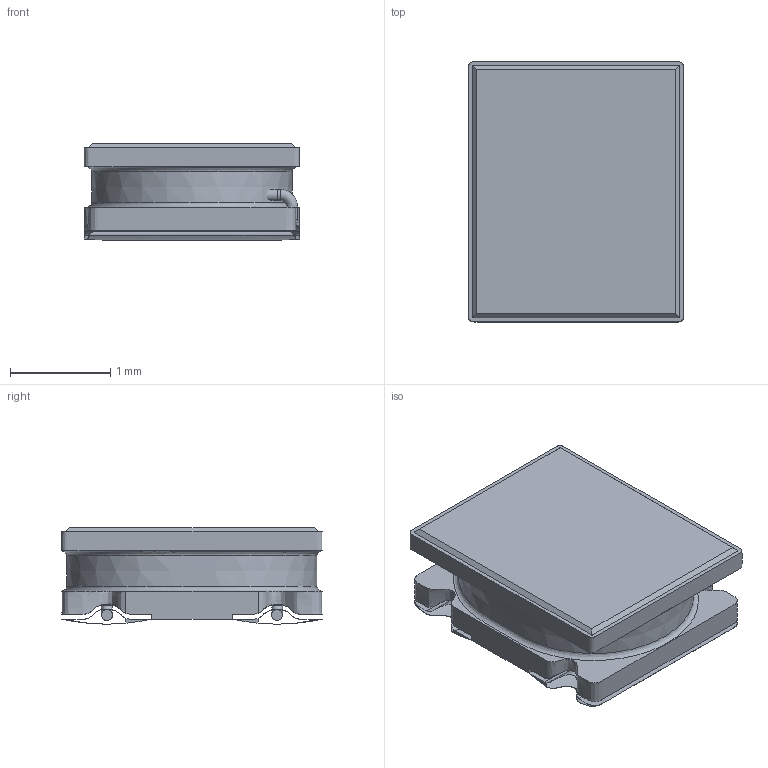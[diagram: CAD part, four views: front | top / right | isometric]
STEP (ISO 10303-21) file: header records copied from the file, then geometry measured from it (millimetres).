
FILE_DESCRIPTION(/* description */ (''),/* implementation_level */ '2;1');
FILE_NAME(/* name */ 'HPC252010BMV.stp',/* time_stamp */ '2022-08-29T11:09:29+08:00',/* author */ (''),/* organization */ (''),/* preprocessor_version */ 'ST-DEVELOPER v18.1',/* originating_system */ 'SIEMENS PLM Software NX 1980',/* authorisation */ '');
FILE_SCHEMA (('AUTOMOTIVE_DESIGN { 1 0 10303 214 3 1 1 1 }'));
Length unit declared in the file: millimetre
Products named in the file (1): HPC252010BMV
Bounding box: 2.15 x 2.6 x 0.96 mm (x, y, z)
Volume: 5 mm3; surface area: 62.2 mm2
Topology: 6 solids, 6 shells, 165 faces, 367 edges, 213 vertices
Faces by surface type: torus 90, plane 35, cylinder 24, extrusion 8, cone 4, bspline 4
Full cylindrical faces by diameter (mm): 0.11 x6
Entity records: 5878 total; most frequent: CARTESIAN_POINT 2654, DIRECTION 654, ORIENTED_EDGE 526, AXIS2_PLACEMENT_3D 279, EDGE_LOOP 272, EDGE_CURVE 263, FACE_BOUND 214, VERTEX_POINT 213
